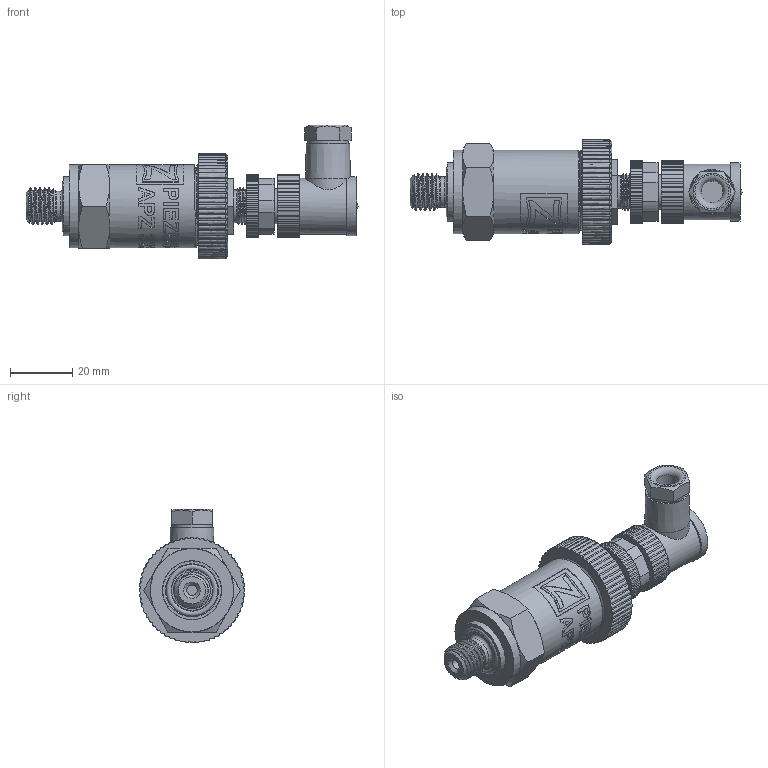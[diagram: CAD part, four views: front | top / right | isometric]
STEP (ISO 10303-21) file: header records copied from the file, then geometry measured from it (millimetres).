
FILE_DESCRIPTION(/* description */ (''),/* implementation_level */ '2;1');
FILE_NAME(/* name */ 'APZ3230_M12x1,5DIN_M12x1-angular.step',/* time_stamp */ '2021-06-24T10:08:14+03:00',/* author */ (''),/* organization */ (''),/* preprocessor_version */ 'ST-DEVELOPER v18.1',/* originating_system */ 'Autodesk Translation Framework v10.9.0.1377',/* authorisation */ '');
FILE_SCHEMA (('AUTOMOTIVE_DESIGN { 1 0 10303 214 3 1 1 }','INTEGRATED_CNC_SCHEMA'));
Products named in the file (6): APZ3230_M12x1,5DIN_M12x1-angular; M12x1,5 DIN; OMAL nut M27x1.5 v8; M12x1 male v16; Ш100.000.002 v4; M12x1 female angular v10
Assembly tree (5 placements, depth 2):
  APZ3230_M12x1,5DIN_M12x1-angular
    M12x1,5 DIN
    OMAL nut M27x1.5 v8
    M12x1 male v16
    Ш100.000.002 v4
    M12x1 female angular v10
Bounding box: 107.07 x 34 x 43.2 mm (x, y, z)
Volume: 47565.1 mm3; surface area: 19435.1 mm2
Topology: 17 solids, 17 shells, 1001 faces, 2764 edges, 1843 vertices
Faces by surface type: bspline 456, cylinder 328, plane 172, cone 29, torus 15, sphere 1
Full cylindrical faces by diameter (mm): 1 x12, 1.5 x4, 3.3 x1, 7 x1, 8 x1, 8.2 x1, 9.471 x2, 9.8 x1, 10.137 x5, 10.6 x2, 10.741 x6, 11.035 x4, 11.156 x1, 11.85 x4, 11.884 x5, 12.152 x4, 13 x1, 13.5 x2, 14 x1, 14.137 x4, 14.526 x1, 15.85 x3, 16.7 x2, 18 x1, 19 x1, 21.4 x2, 22.5 x1, 24.5 x1, 25.132 x4, 25.526 x4
Entity records: 71035 total; most frequent: CARTESIAN_POINT 48027, ORIENTED_EDGE 5528, DIRECTION 3477, EDGE_CURVE 2764, VERTEX_POINT 1843, AXIS2_PLACEMENT_3D 1208, EDGE_LOOP 1065, LINE 1061
